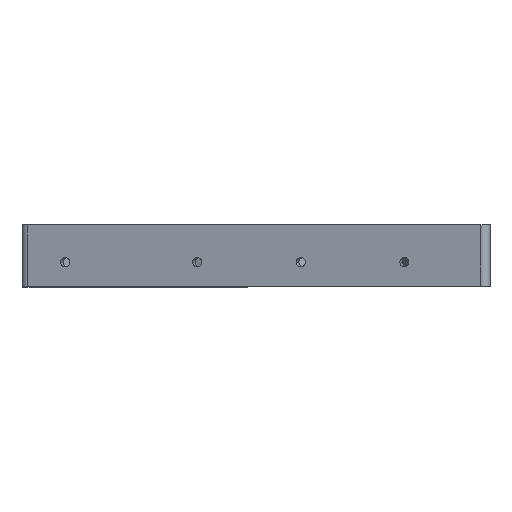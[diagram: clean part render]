
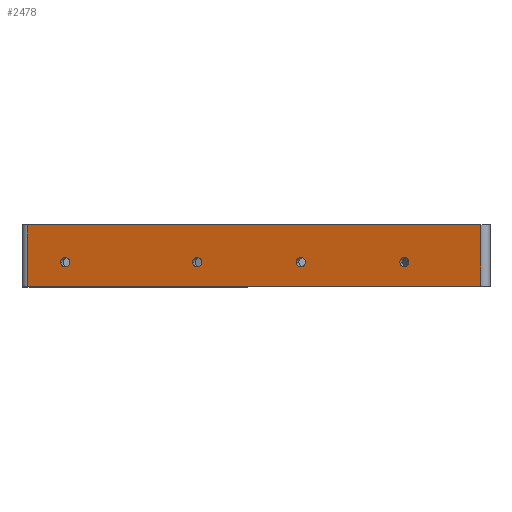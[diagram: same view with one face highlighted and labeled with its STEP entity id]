
A CAD part, top view. The second image highlights one B-rep face of the part: STEP entity #2478.
In plain terms, the highlighted planar face has unit normal (-0.259, 0, 0.966).
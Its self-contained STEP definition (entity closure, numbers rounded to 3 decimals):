
#391=CARTESIAN_POINT('POINT35',(-59.604,27.515,
   95.524));
#392=VERTEX_POINT('VERTEX35',#391);
#410=CARTESIAN_POINT('POINT38',(-56.417,27.515,
   96.378));
#411=VERTEX_POINT('VERTEX38',#410);
#418=CARTESIAN_POINT('POS47',(-58.011,27.515,
   95.951));
#419=DIRECTION('DIR73',(0.259,0.,
   -0.966));
#420=DIRECTION('DIR74',(-0.966,0.,
   -0.259));
#421=AXIS2_PLACEMENT_3D('AXIS27',#418,#419,#420);
#422=CIRCLE('ELLIPSE20',#421,1.65);
#423=EDGE_CURVE('EDGE44',#392,#411,#422,.T.);
#442=CARTESIAN_POINT('POS50',(-58.011,27.515,
   95.951));
#443=DIRECTION('DIR79',(0.259,0.,
   -0.966));
#444=DIRECTION('DIR80',(0.966,0.,
   0.259));
#445=AXIS2_PLACEMENT_3D('AXIS30',#442,#443,#444);
#446=CIRCLE('ELLIPSE22',#445,1.65);
#447=EDGE_CURVE('EDGE46',#411,#392,#446,.T.);
#856=CARTESIAN_POINT('POINT72',(-13.24,27.515,
   107.947));
#857=VERTEX_POINT('VERTEX72',#856);
#875=CARTESIAN_POINT('POINT75',(-10.052,27.515,
   108.802));
#876=VERTEX_POINT('VERTEX75',#875);
#883=CARTESIAN_POINT('POS99',(-11.646,27.515,
   108.375));
#884=DIRECTION('DIR165',(0.259,0.,
   -0.966));
#885=DIRECTION('DIR166',(-0.966,0.,
   -0.259));
#886=AXIS2_PLACEMENT_3D('AXIS67',#883,#884,#885);
#887=CIRCLE('ELLIPSE52',#886,1.65);
#888=EDGE_CURVE('EDGE88',#857,#876,#887,.T.);
#907=CARTESIAN_POINT('POS102',(-11.646,27.515,
   108.375));
#908=DIRECTION('DIR171',(0.259,0.,
   -0.966));
#909=DIRECTION('DIR172',(0.966,0.,
   0.259));
#910=AXIS2_PLACEMENT_3D('AXIS70',#907,#908,#909);
#911=CIRCLE('ELLIPSE54',#910,1.65);
#912=EDGE_CURVE('EDGE90',#876,#857,#911,.T.);
#922=CARTESIAN_POINT('POINT76',(23.175,27.515,
   117.705));
#923=VERTEX_POINT('VERTEX76',#922);
#941=CARTESIAN_POINT('POINT79',(26.363,27.515,
   118.559));
#942=VERTEX_POINT('VERTEX79',#941);
#949=CARTESIAN_POINT('POS107',(24.769,27.515,
   118.132));
#950=DIRECTION('DIR179',(0.259,0.,
   -0.966));
#951=DIRECTION('DIR180',(-0.966,0.,
   -0.259));
#952=AXIS2_PLACEMENT_3D('AXIS73',#949,#950,#951);
#953=CIRCLE('ELLIPSE56',#952,1.65);
#954=EDGE_CURVE('EDGE94',#923,#942,#953,.T.);
#973=CARTESIAN_POINT('POS110',(24.769,27.515,
   118.132));
#974=DIRECTION('DIR185',(0.259,0.,
   -0.966));
#975=DIRECTION('DIR186',(0.966,0.,
   0.259));
#976=AXIS2_PLACEMENT_3D('AXIS76',#973,#974,#975);
#977=CIRCLE('ELLIPSE58',#976,1.65);
#978=EDGE_CURVE('EDGE96',#942,#923,#977,.T.);
#988=CARTESIAN_POINT('POINT80',(59.591,27.515,
   127.462));
#989=VERTEX_POINT('VERTEX80',#988);
#1007=CARTESIAN_POINT('POINT83',(62.778,27.515,
   128.317));
#1008=VERTEX_POINT('VERTEX83',#1007);
#1015=CARTESIAN_POINT('POS115',(61.185,27.515,
   127.889));
#1016=DIRECTION('DIR193',(0.259,0.,
   -0.966));
#1017=DIRECTION('DIR194',(-0.966,0.,
   -0.259));
#1018=AXIS2_PLACEMENT_3D('AXIS79',#1015,#1016,#1017);
#1019=CIRCLE('ELLIPSE60',#1018,1.65);
#1020=EDGE_CURVE('EDGE100',#989,#1008,#1019,.T.);
#1039=CARTESIAN_POINT('POS118',(61.185,27.515,
   127.889));
#1040=DIRECTION('DIR199',(0.259,0.,
   -0.966));
#1041=DIRECTION('DIR200',(0.966,0.,
   0.259));
#1042=AXIS2_PLACEMENT_3D('AXIS82',#1039,#1040,#1041);
#1043=CIRCLE('ELLIPSE62',#1042,1.65);
#1044=EDGE_CURVE('EDGE102',#1008,#989,#1043,.T.);
#2390=CARTESIAN_POINT('POINT149',(-71.269,19.05,
   92.399));
#2391=VERTEX_POINT('VERTEX149',#2390);
#2401=CARTESIAN_POINT('POINT151',(-71.269,40.615,
   92.399));
#2402=VERTEX_POINT('VERTEX151',#2401);
#2403=CARTESIAN_POINT('POS278',(-71.269,19.05,
   92.399));
#2404=DIRECTION('DIR463',(0.,1.,0.));
#2405=VECTOR('VEC93',#2404,25.4);
#2406=LINE('STRAIGHT93',#2403,#2405);
#2407=EDGE_CURVE('EDGE216',#2391,#2402,#2406,.T.);
#2432=ORIENTED_EDGE('COEDGE350',*,*,#1044,.T.);
#2433=ORIENTED_EDGE('COEDGE351',*,*,#1020,.T.);
#2434=EDGE_LOOP('NONE',(#2432,#2433));
#2435=FACE_BOUND('LOOP1',#2434,.T.);
#2436=ORIENTED_EDGE('COEDGE352',*,*,#978,.T.);
#2437=ORIENTED_EDGE('COEDGE353',*,*,#954,.T.);
#2438=EDGE_LOOP('NONE',(#2436,#2437));
#2439=FACE_BOUND('LOOP1',#2438,.T.);
#2440=ORIENTED_EDGE('COEDGE354',*,*,#912,.T.);
#2441=ORIENTED_EDGE('COEDGE355',*,*,#888,.T.);
#2442=EDGE_LOOP('NONE',(#2440,#2441));
#2443=FACE_BOUND('LOOP1',#2442,.T.);
#2444=ORIENTED_EDGE('COEDGE356',*,*,#447,.T.);
#2445=ORIENTED_EDGE('COEDGE357',*,*,#423,.T.);
#2446=EDGE_LOOP('NONE',(#2444,#2445));
#2447=FACE_BOUND('LOOP1',#2446,.T.);
#2448=CARTESIAN_POINT('POINT153',(88.039,19.05,
   135.085));
#2449=VERTEX_POINT('VERTEX153',#2448);
#2450=CARTESIAN_POINT('POS282',(88.039,19.05,
   135.085));
#2451=DIRECTION('DIR469',(-0.966,0.,
   -0.259));
#2452=VECTOR('VEC95',#2451,25.4);
#2453=LINE('STRAIGHT95',#2450,#2452);
#2454=EDGE_CURVE('EDGE219',#2449,#2391,#2453,.T.);
#2455=ORIENTED_EDGE('COEDGE358',*,*,#2454,.F.);
#2456=CARTESIAN_POINT('POINT154',(88.039,40.615,
   135.085));
#2457=VERTEX_POINT('VERTEX154',#2456);
#2458=CARTESIAN_POINT('POS283',(88.039,40.615,
   135.085));
#2459=DIRECTION('DIR470',(0.,-1.,0.));
#2460=VECTOR('VEC96',#2459,25.4);
#2461=LINE('STRAIGHT96',#2458,#2460);
#2462=EDGE_CURVE('EDGE220',#2457,#2449,#2461,.T.);
#2463=ORIENTED_EDGE('COEDGE359',*,*,#2462,.F.);
#2464=CARTESIAN_POINT('POS284',(88.039,40.615,
   135.085));
#2465=DIRECTION('DIR471',(-0.966,0.,
   -0.259));
#2466=VECTOR('VEC97',#2465,25.4);
#2467=LINE('STRAIGHT97',#2464,#2466);
#2468=EDGE_CURVE('EDGE221',#2457,#2402,#2467,.T.);
#2469=ORIENTED_EDGE('COEDGE360',*,*,#2468,.T.);
#2470=ORIENTED_EDGE('COEDGE361',*,*,#2407,.F.);
#2471=EDGE_LOOP('NONE',(#2455,#2463,#2469,#2470));
#2472=FACE_BOUND('LOOP1',#2471,.T.);
#2473=CARTESIAN_POINT('POS285',(91.237,40.615,
   135.942));
#2474=DIRECTION('DIR472',(0.259,0.,
   -0.966));
#2475=DIRECTION('DIR473',(0.966,0.,
   0.259));
#2476=AXIS2_PLACEMENT_3D('AXIS188',#2473,#2474,#2475);
#2477=PLANE('PLANE14',#2476);
#2478=ADVANCED_FACE('FACE72',(#2435,#2439,#2443,#2447,#2472),#2477,.F.);
